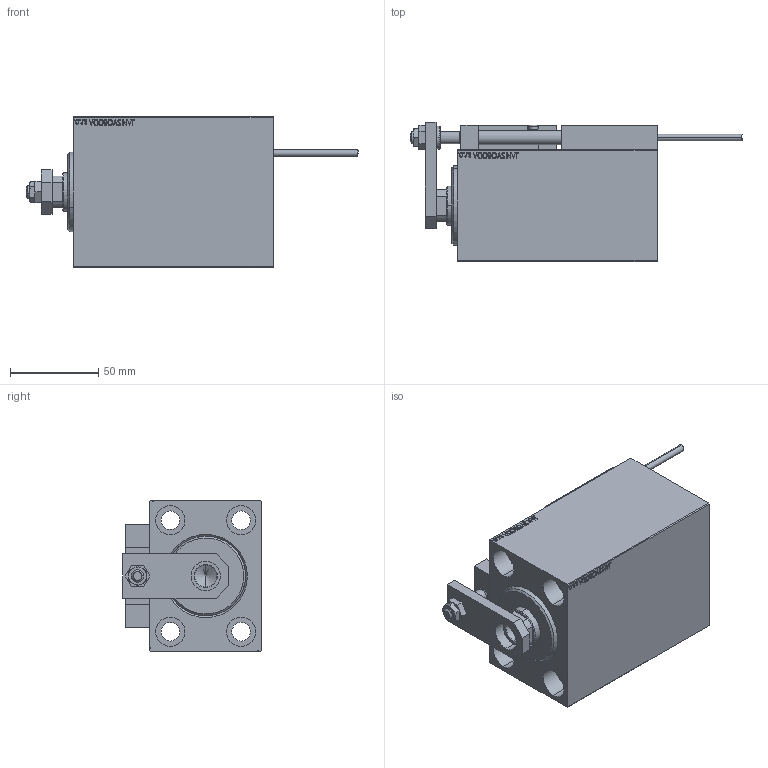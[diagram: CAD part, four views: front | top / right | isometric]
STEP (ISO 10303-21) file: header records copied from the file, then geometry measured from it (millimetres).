
FILE_DESCRIPTION (( 'STEP AP203' ), '1' );
FILE_NAME ('de3b.STEP', '2021-03-19T07:23:48', ( '' ), ( '' ), 'SwSTEP 2.0', 'SolidWorks 2019', '' );
FILE_SCHEMA (( 'CONFIG_CONTROL_DESIGN' ));
Length unit declared in the file: millimetre
Products named in the file (16): V450CM_C_VCP 0341254d8403f9f26632911d87f63605; V450CM_C 0341254d8403f9f26632911d87f63605; ALLEN BOLT D8 0341254d8403f9f26632911d87f63605; V450CM_VC_B 0341254d8403f9f26632911d87f63605; NUT_D12 0341254d8403f9f26632911d87f63605; SWITCH DIM B,W 0341254d8403f9f26632911d87f63605; ZARAZKA 0341254d8403f9f26632911d87f63605; ALLEN BOLT D5 0341254d8403f9f26632911d87f63605; TYC_L79 0341254d8403f9f26632911d87f63605; Block 0341254d8403f9f26632911d87f63605; MAGNET 0341254d8403f9f26632911d87f63605; NUT_D10 0341254d8403f9f26632911d87f63605; KONCOVKA 0341254d8403f9f26632911d87f63605; de3b; SWITCH X 0341254d8403f9f26632911d87f63605; SWITCH_X_FRONT_BACK 0341254d8403f9f26632911d87f63605
Assembly tree (25 placements, depth 3):
  de3b
    V450CM_C 0341254d8403f9f26632911d87f63605
    SWITCH X 0341254d8403f9f26632911d87f63605
      SWITCH_X_FRONT_BACK 0341254d8403f9f26632911d87f63605  x2
      TYC_L79 0341254d8403f9f26632911d87f63605
      Block 0341254d8403f9f26632911d87f63605  x2
      ALLEN BOLT D5 0341254d8403f9f26632911d87f63605  x4
      ALLEN BOLT D8 0341254d8403f9f26632911d87f63605  x4
      MAGNET 0341254d8403f9f26632911d87f63605  x2
      KONCOVKA 0341254d8403f9f26632911d87f63605  x2
    NUT_D12 0341254d8403f9f26632911d87f63605
    SWITCH DIM B,W 0341254d8403f9f26632911d87f63605
    ZARAZKA 0341254d8403f9f26632911d87f63605
    NUT_D10 0341254d8403f9f26632911d87f63605
    V450CM_C_VCP 0341254d8403f9f26632911d87f63605
    V450CM_VC_B 0341254d8403f9f26632911d87f63605
Bounding box: 187.7 x 78.5 x 85 mm (x, y, z)
Volume: 561936.3 mm3; surface area: 122594.9 mm2
Topology: 24 solids, 24 shells, 1295 faces, 3094 edges, 1978 vertices
Faces by surface type: plane 568, bspline 380, cylinder 186, cone 113, torus 44, sphere 4
Entity records: 50683 total; most frequent: CARTESIAN_POINT 26053, ORIENTED_EDGE 5208, DIRECTION 3511, EDGE_CURVE 2604, VERTEX_POINT 1702, LINE 1495, VECTOR 1495, EDGE_LOOP 1206
